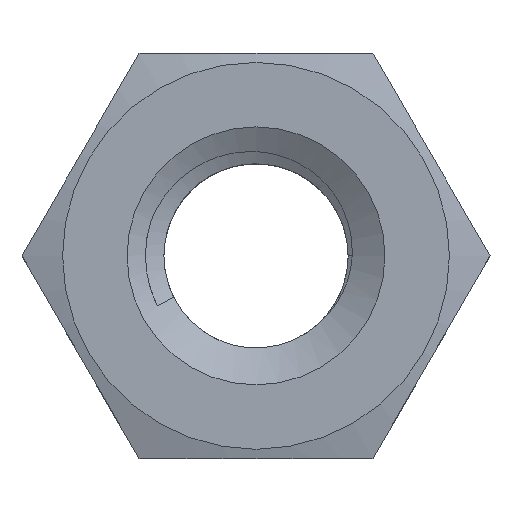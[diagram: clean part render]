
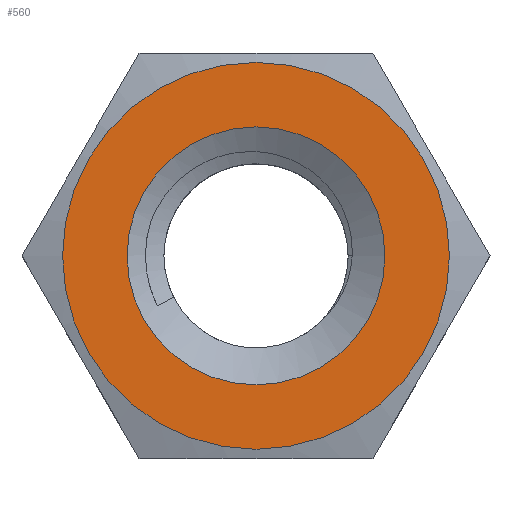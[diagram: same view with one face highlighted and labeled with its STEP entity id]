
A CAD part, top view. The second image highlights one B-rep face of the part: STEP entity #560.
In plain terms, the highlighted planar face has unit normal (0, 0, 1).
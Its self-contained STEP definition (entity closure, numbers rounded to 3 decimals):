
#29=FACE_BOUND('',#110,.T.);
#31=PLANE('',#610);
#58=CIRCLE('',#608,1.75);
#59=CIRCLE('',#611,2.625);
#75=FACE_OUTER_BOUND('',#109,.T.);
#109=EDGE_LOOP('',(#423));
#110=EDGE_LOOP('',(#424));
#255=VERTEX_POINT('',#1369);
#257=VERTEX_POINT('',#1460);
#318=EDGE_CURVE('',#255,#255,#58,.T.);
#322=EDGE_CURVE('',#257,#257,#59,.T.);
#423=ORIENTED_EDGE('',*,*,#322,.T.);
#424=ORIENTED_EDGE('',*,*,#318,.T.);
#560=ADVANCED_FACE('',(#75,#29),#31,.T.);
#608=AXIS2_PLACEMENT_3D('',#1371,#668,#669);
#610=AXIS2_PLACEMENT_3D('',#1459,#673,#674);
#611=AXIS2_PLACEMENT_3D('',#1461,#675,#676);
#668=DIRECTION('center_axis',(0.,0.,-1.));
#669=DIRECTION('ref_axis',(0.,1.,0.));
#673=DIRECTION('center_axis',(0.,0.,1.));
#674=DIRECTION('ref_axis',(1.,0.,0.));
#675=DIRECTION('center_axis',(0.,0.,1.));
#676=DIRECTION('ref_axis',(0.,-1.,0.));
#1369=CARTESIAN_POINT('',(0.,1.75,2.4));
#1371=CARTESIAN_POINT('Origin',(0.,0.,2.4));
#1459=CARTESIAN_POINT('Origin',(0.,0.,2.4));
#1460=CARTESIAN_POINT('',(0.,-2.625,2.4));
#1461=CARTESIAN_POINT('Origin',(0.,0.,2.4));
